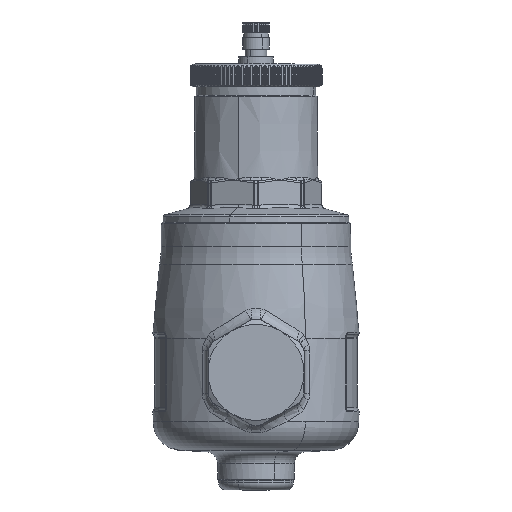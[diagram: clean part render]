
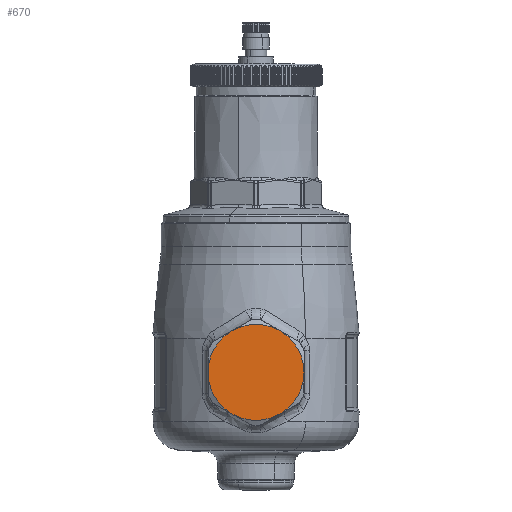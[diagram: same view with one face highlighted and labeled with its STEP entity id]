
A CAD part, front view. The second image highlights one B-rep face of the part: STEP entity #670.
In plain terms, the highlighted planar face has unit normal (0, -1, 0).
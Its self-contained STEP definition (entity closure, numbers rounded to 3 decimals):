
#561=CARTESIAN_POINT('Vertex',(-10.,-55.,27.679)) ;
#594=CARTESIAN_POINT('Vertex',(-9.589,-55.,27.448)) ;
#597=CARTESIAN_POINT('Axis2P3D Location',(0.,-55.,45.)) ;
#608=CARTESIAN_POINT('Axis2P3D Location',(0.,-55.,58.55)) ;
#613=CARTESIAN_POINT('Axis2P3D Location',(0.,-55.,45.)) ;
#617=CARTESIAN_POINT('Vertex',(10.,-55.,27.679)) ;
#620=CARTESIAN_POINT('Axis2P3D Location',(0.,-55.,45.)) ;
#624=CARTESIAN_POINT('Vertex',(20.,-55.,45.)) ;
#627=CARTESIAN_POINT('Axis2P3D Location',(0.,-55.,45.)) ;
#631=CARTESIAN_POINT('Vertex',(10.,-55.,62.321)) ;
#634=CARTESIAN_POINT('Axis2P3D Location',(0.,-55.,45.)) ;
#638=CARTESIAN_POINT('Vertex',(9.589,-55.,62.552)) ;
#641=CARTESIAN_POINT('Axis2P3D Location',(0.,-55.,45.)) ;
#645=CARTESIAN_POINT('Vertex',(-10.,-55.,62.321)) ;
#648=CARTESIAN_POINT('Axis2P3D Location',(0.,-55.,45.)) ;
#652=CARTESIAN_POINT('Vertex',(-20.,-55.,45.)) ;
#655=CARTESIAN_POINT('Axis2P3D Location',(0.,-55.,45.)) ;
#598=DIRECTION('Axis2P3D Direction',(0.,-1.,0.)) ;
#609=DIRECTION('Axis2P3D Direction',(-0.,1.,0.)) ;
#610=DIRECTION('Axis2P3D XDirection',(1.,0.,0.)) ;
#614=DIRECTION('Axis2P3D Direction',(-0.,1.,0.)) ;
#621=DIRECTION('Axis2P3D Direction',(-0.,1.,0.)) ;
#628=DIRECTION('Axis2P3D Direction',(-0.,1.,0.)) ;
#635=DIRECTION('Axis2P3D Direction',(-0.,1.,0.)) ;
#642=DIRECTION('Axis2P3D Direction',(-0.,1.,0.)) ;
#649=DIRECTION('Axis2P3D Direction',(-0.,1.,0.)) ;
#656=DIRECTION('Axis2P3D Direction',(-0.,1.,0.)) ;
#599=AXIS2_PLACEMENT_3D('Circle Axis2P3D',#597,#598,$) ;
#611=AXIS2_PLACEMENT_3D('Plane Axis2P3D',#608,#609,#610) ;
#615=AXIS2_PLACEMENT_3D('Circle Axis2P3D',#613,#614,$) ;
#622=AXIS2_PLACEMENT_3D('Circle Axis2P3D',#620,#621,$) ;
#629=AXIS2_PLACEMENT_3D('Circle Axis2P3D',#627,#628,$) ;
#636=AXIS2_PLACEMENT_3D('Circle Axis2P3D',#634,#635,$) ;
#643=AXIS2_PLACEMENT_3D('Circle Axis2P3D',#641,#642,$) ;
#650=AXIS2_PLACEMENT_3D('Circle Axis2P3D',#648,#649,$) ;
#657=AXIS2_PLACEMENT_3D('Circle Axis2P3D',#655,#656,$) ;
#600=CIRCLE('generated circle',#599,20.) ;
#616=CIRCLE('generated circle',#615,20.) ;
#623=CIRCLE('generated circle',#622,20.) ;
#630=CIRCLE('generated circle',#629,20.) ;
#637=CIRCLE('generated circle',#636,20.) ;
#644=CIRCLE('generated circle',#643,20.) ;
#651=CIRCLE('generated circle',#650,20.) ;
#658=CIRCLE('generated circle',#657,20.) ;
#612=PLANE('',#611) ;
#601=EDGE_CURVE('',#595,#562,#600,.F.) ;
#619=EDGE_CURVE('',#618,#595,#616,.T.) ;
#626=EDGE_CURVE('',#625,#618,#623,.T.) ;
#633=EDGE_CURVE('',#632,#625,#630,.T.) ;
#640=EDGE_CURVE('',#639,#632,#637,.T.) ;
#647=EDGE_CURVE('',#646,#639,#644,.T.) ;
#654=EDGE_CURVE('',#653,#646,#651,.T.) ;
#659=EDGE_CURVE('',#562,#653,#658,.T.) ;
#661=ORIENTED_EDGE('',*,*,#619,.F.) ;
#662=ORIENTED_EDGE('',*,*,#626,.F.) ;
#663=ORIENTED_EDGE('',*,*,#633,.F.) ;
#664=ORIENTED_EDGE('',*,*,#640,.F.) ;
#665=ORIENTED_EDGE('',*,*,#647,.F.) ;
#666=ORIENTED_EDGE('',*,*,#654,.F.) ;
#667=ORIENTED_EDGE('',*,*,#659,.F.) ;
#668=ORIENTED_EDGE('',*,*,#601,.F.) ;
#660=EDGE_LOOP('',(#661,#662,#663,#664,#665,#666,#667,#668)) ;
#562=VERTEX_POINT('',#561) ;
#595=VERTEX_POINT('',#594) ;
#618=VERTEX_POINT('',#617) ;
#625=VERTEX_POINT('',#624) ;
#632=VERTEX_POINT('',#631) ;
#639=VERTEX_POINT('',#638) ;
#646=VERTEX_POINT('',#645) ;
#653=VERTEX_POINT('',#652) ;
#670=ADVANCED_FACE('PartBody',(#669),#612,.F.) ;
#669=FACE_OUTER_BOUND('',#660,.T.) ;
